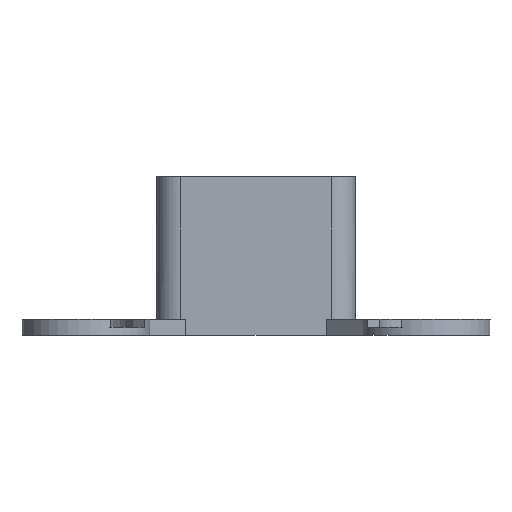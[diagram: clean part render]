
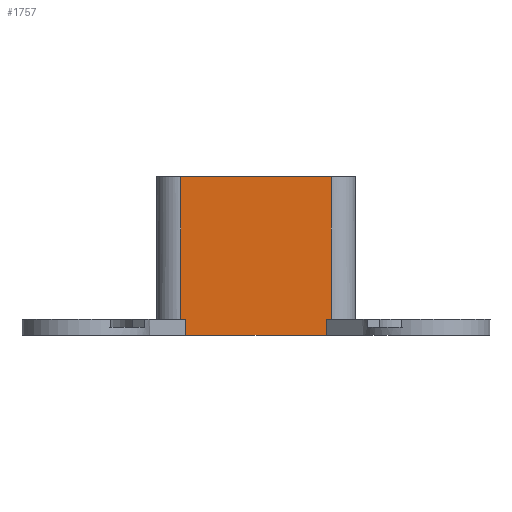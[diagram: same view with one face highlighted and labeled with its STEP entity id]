
A CAD part, left-side view. The second image highlights one B-rep face of the part: STEP entity #1757.
In plain terms, the highlighted planar face has unit normal (-1, 0, 0).
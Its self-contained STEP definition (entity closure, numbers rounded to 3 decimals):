
#72 = CYLINDRICAL_SURFACE('',#73,3.);
#73 = AXIS2_PLACEMENT_3D('',#74,#75,#76);
#74 = CARTESIAN_POINT('',(-3.884,-9.4,0.));
#75 = DIRECTION('',(0.,0.,1.));
#76 = DIRECTION('',(-1.,0.,0.));
#100 = PLANE('',#101);
#101 = AXIS2_PLACEMENT_3D('',#102,#103,#104);
#102 = CARTESIAN_POINT('',(15.997,0.,0.));
#103 = DIRECTION('',(0.,0.,1.));
#104 = DIRECTION('',(1.,0.,0.));
#480 = VERTEX_POINT('',#481);
#481 = CARTESIAN_POINT('',(-6.884,-9.4,17.821));
#498 = PLANE('',#499);
#499 = AXIS2_PLACEMENT_3D('',#500,#501,#502);
#500 = CARTESIAN_POINT('',(-6.884,11.5,
    17.821));
#501 = DIRECTION('',(0.,0.,1.));
#502 = DIRECTION('',(1.,0.,0.));
#510 = EDGE_CURVE('',#511,#480,#513,.T.);
#511 = VERTEX_POINT('',#512);
#512 = CARTESIAN_POINT('',(-6.884,-9.4,0.));
#513 = SURFACE_CURVE('',#514,(#518,#525),.PCURVE_S1.);
#514 = LINE('',#515,#516);
#515 = CARTESIAN_POINT('',(-6.884,-9.4,0.));
#516 = VECTOR('',#517,1.);
#517 = DIRECTION('',(0.,0.,1.));
#518 = PCURVE('',#72,#519);
#519 = DEFINITIONAL_REPRESENTATION('',(#520),#524);
#520 = LINE('',#521,#522);
#521 = CARTESIAN_POINT('',(0.,0.));
#522 = VECTOR('',#523,1.);
#523 = DIRECTION('',(0.,1.));
#524 = ( GEOMETRIC_REPRESENTATION_CONTEXT(2) 
PARAMETRIC_REPRESENTATION_CONTEXT() REPRESENTATION_CONTEXT('2D SPACE',''
  ) );
#525 = PCURVE('',#526,#531);
#526 = PLANE('',#527);
#527 = AXIS2_PLACEMENT_3D('',#528,#529,#530);
#528 = CARTESIAN_POINT('',(-6.884,0.,8.08));
#529 = DIRECTION('',(-1.,0.,0.));
#530 = DIRECTION('',(0.,0.,-1.));
#531 = DEFINITIONAL_REPRESENTATION('',(#532),#536);
#532 = LINE('',#533,#534);
#533 = CARTESIAN_POINT('',(8.08,9.4));
#534 = VECTOR('',#535,1.);
#535 = DIRECTION('',(-1.,0.));
#536 = ( GEOMETRIC_REPRESENTATION_CONTEXT(2) 
PARAMETRIC_REPRESENTATION_CONTEXT() REPRESENTATION_CONTEXT('2D SPACE',''
  ) );
#635 = EDGE_CURVE('',#511,#636,#638,.T.);
#636 = VERTEX_POINT('',#637);
#637 = CARTESIAN_POINT('',(-6.884,-8.773,0.));
#638 = SURFACE_CURVE('',#639,(#643,#650),.PCURVE_S1.);
#639 = LINE('',#640,#641);
#640 = CARTESIAN_POINT('',(-6.884,0.,0.));
#641 = VECTOR('',#642,1.);
#642 = DIRECTION('',(0.,1.,0.));
#643 = PCURVE('',#100,#644);
#644 = DEFINITIONAL_REPRESENTATION('',(#645),#649);
#645 = LINE('',#646,#647);
#646 = CARTESIAN_POINT('',(-22.881,0.));
#647 = VECTOR('',#648,1.);
#648 = DIRECTION('',(0.,1.));
#649 = ( GEOMETRIC_REPRESENTATION_CONTEXT(2) 
PARAMETRIC_REPRESENTATION_CONTEXT() REPRESENTATION_CONTEXT('2D SPACE',''
  ) );
#650 = PCURVE('',#526,#651);
#651 = DEFINITIONAL_REPRESENTATION('',(#652),#656);
#652 = LINE('',#653,#654);
#653 = CARTESIAN_POINT('',(8.08,0.));
#654 = VECTOR('',#655,1.);
#655 = DIRECTION('',(0.,-1.));
#656 = ( GEOMETRIC_REPRESENTATION_CONTEXT(2) 
PARAMETRIC_REPRESENTATION_CONTEXT() REPRESENTATION_CONTEXT('2D SPACE',''
  ) );
#674 = PLANE('',#675);
#675 = AXIS2_PLACEMENT_3D('',#676,#677,#678);
#676 = CARTESIAN_POINT('',(-11.884,-13.773,0.));
#677 = DIRECTION('',(0.707,-0.707,0.));
#678 = DIRECTION('',(0.707,0.707,0.));
#1682 = VERTEX_POINT('',#1683);
#1683 = CARTESIAN_POINT('',(-6.884,9.4,17.821));
#1702 = CYLINDRICAL_SURFACE('',#1703,3.);
#1703 = AXIS2_PLACEMENT_3D('',#1704,#1705,#1706);
#1704 = CARTESIAN_POINT('',(-3.884,9.4,17.828));
#1705 = DIRECTION('',(0.,0.,-1.));
#1706 = DIRECTION('',(-1.,-0.,-0.));
#1714 = EDGE_CURVE('',#1682,#480,#1715,.T.);
#1715 = SURFACE_CURVE('',#1716,(#1720,#1727),.PCURVE_S1.);
#1716 = LINE('',#1717,#1718);
#1717 = CARTESIAN_POINT('',(-6.884,11.5,
    17.821));
#1718 = VECTOR('',#1719,1.);
#1719 = DIRECTION('',(0.,-1.,0.));
#1720 = PCURVE('',#498,#1721);
#1721 = DEFINITIONAL_REPRESENTATION('',(#1722),#1726);
#1722 = LINE('',#1723,#1724);
#1723 = CARTESIAN_POINT('',(0.,0.));
#1724 = VECTOR('',#1725,1.);
#1725 = DIRECTION('',(0.,-1.));
#1726 = ( GEOMETRIC_REPRESENTATION_CONTEXT(2) 
PARAMETRIC_REPRESENTATION_CONTEXT() REPRESENTATION_CONTEXT('2D SPACE',''
  ) );
#1727 = PCURVE('',#526,#1728);
#1728 = DEFINITIONAL_REPRESENTATION('',(#1729),#1733);
#1729 = LINE('',#1730,#1731);
#1730 = CARTESIAN_POINT('',(-9.74,-11.5));
#1731 = VECTOR('',#1732,1.);
#1732 = DIRECTION('',(0.,1.));
#1733 = ( GEOMETRIC_REPRESENTATION_CONTEXT(2) 
PARAMETRIC_REPRESENTATION_CONTEXT() REPRESENTATION_CONTEXT('2D SPACE',''
  ) );
#1757 = ADVANCED_FACE('',(#1758),#526,.T.);
#1758 = FACE_BOUND('',#1759,.T.);
#1759 = EDGE_LOOP('',(#1760,#1761,#1762,#1763,#1786,#1814,#1842,#1870));
#1760 = ORIENTED_EDGE('',*,*,#635,.F.);
#1761 = ORIENTED_EDGE('',*,*,#510,.T.);
#1762 = ORIENTED_EDGE('',*,*,#1714,.F.);
#1763 = ORIENTED_EDGE('',*,*,#1764,.T.);
#1764 = EDGE_CURVE('',#1682,#1765,#1767,.T.);
#1765 = VERTEX_POINT('',#1766);
#1766 = CARTESIAN_POINT('',(-6.884,9.4,0.));
#1767 = SURFACE_CURVE('',#1768,(#1772,#1779),.PCURVE_S1.);
#1768 = LINE('',#1769,#1770);
#1769 = CARTESIAN_POINT('',(-6.884,9.4,17.828));
#1770 = VECTOR('',#1771,1.);
#1771 = DIRECTION('',(0.,0.,-1.));
#1772 = PCURVE('',#526,#1773);
#1773 = DEFINITIONAL_REPRESENTATION('',(#1774),#1778);
#1774 = LINE('',#1775,#1776);
#1775 = CARTESIAN_POINT('',(-9.748,-9.4));
#1776 = VECTOR('',#1777,1.);
#1777 = DIRECTION('',(1.,0.));
#1778 = ( GEOMETRIC_REPRESENTATION_CONTEXT(2) 
PARAMETRIC_REPRESENTATION_CONTEXT() REPRESENTATION_CONTEXT('2D SPACE',''
  ) );
#1779 = PCURVE('',#1702,#1780);
#1780 = DEFINITIONAL_REPRESENTATION('',(#1781),#1785);
#1781 = LINE('',#1782,#1783);
#1782 = CARTESIAN_POINT('',(0.,0.));
#1783 = VECTOR('',#1784,1.);
#1784 = DIRECTION('',(0.,1.));
#1785 = ( GEOMETRIC_REPRESENTATION_CONTEXT(2) 
PARAMETRIC_REPRESENTATION_CONTEXT() REPRESENTATION_CONTEXT('2D SPACE',''
  ) );
#1786 = ORIENTED_EDGE('',*,*,#1787,.F.);
#1787 = EDGE_CURVE('',#1788,#1765,#1790,.T.);
#1788 = VERTEX_POINT('',#1789);
#1789 = CARTESIAN_POINT('',(-6.884,8.773,0.));
#1790 = SURFACE_CURVE('',#1791,(#1795,#1802),.PCURVE_S1.);
#1791 = LINE('',#1792,#1793);
#1792 = CARTESIAN_POINT('',(-6.884,5.75,0.));
#1793 = VECTOR('',#1794,1.);
#1794 = DIRECTION('',(0.,1.,0.));
#1795 = PCURVE('',#526,#1796);
#1796 = DEFINITIONAL_REPRESENTATION('',(#1797),#1801);
#1797 = LINE('',#1798,#1799);
#1798 = CARTESIAN_POINT('',(8.08,-5.75));
#1799 = VECTOR('',#1800,1.);
#1800 = DIRECTION('',(0.,-1.));
#1801 = ( GEOMETRIC_REPRESENTATION_CONTEXT(2) 
PARAMETRIC_REPRESENTATION_CONTEXT() REPRESENTATION_CONTEXT('2D SPACE',''
  ) );
#1802 = PCURVE('',#1803,#1808);
#1803 = PLANE('',#1804);
#1804 = AXIS2_PLACEMENT_3D('',#1805,#1806,#1807);
#1805 = CARTESIAN_POINT('',(15.997,0.,0.));
#1806 = DIRECTION('',(0.,0.,1.));
#1807 = DIRECTION('',(1.,0.,0.));
#1808 = DEFINITIONAL_REPRESENTATION('',(#1809),#1813);
#1809 = LINE('',#1810,#1811);
#1810 = CARTESIAN_POINT('',(-22.881,5.75));
#1811 = VECTOR('',#1812,1.);
#1812 = DIRECTION('',(0.,1.));
#1813 = ( GEOMETRIC_REPRESENTATION_CONTEXT(2) 
PARAMETRIC_REPRESENTATION_CONTEXT() REPRESENTATION_CONTEXT('2D SPACE',''
  ) );
#1814 = ORIENTED_EDGE('',*,*,#1815,.T.);
#1815 = EDGE_CURVE('',#1788,#1816,#1818,.T.);
#1816 = VERTEX_POINT('',#1817);
#1817 = CARTESIAN_POINT('',(-6.884,8.773,-2.));
#1818 = SURFACE_CURVE('',#1819,(#1823,#1830),.PCURVE_S1.);
#1819 = LINE('',#1820,#1821);
#1820 = CARTESIAN_POINT('',(-6.884,8.773,0.));
#1821 = VECTOR('',#1822,1.);
#1822 = DIRECTION('',(-0.,-0.,-1.));
#1823 = PCURVE('',#526,#1824);
#1824 = DEFINITIONAL_REPRESENTATION('',(#1825),#1829);
#1825 = LINE('',#1826,#1827);
#1826 = CARTESIAN_POINT('',(8.08,-8.773));
#1827 = VECTOR('',#1828,1.);
#1828 = DIRECTION('',(1.,0.));
#1829 = ( GEOMETRIC_REPRESENTATION_CONTEXT(2) 
PARAMETRIC_REPRESENTATION_CONTEXT() REPRESENTATION_CONTEXT('2D SPACE',''
  ) );
#1830 = PCURVE('',#1831,#1836);
#1831 = PLANE('',#1832);
#1832 = AXIS2_PLACEMENT_3D('',#1833,#1834,#1835);
#1833 = CARTESIAN_POINT('',(-11.884,13.773,0.));
#1834 = DIRECTION('',(-0.707,-0.707,0.));
#1835 = DIRECTION('',(0.707,-0.707,0.));
#1836 = DEFINITIONAL_REPRESENTATION('',(#1837),#1841);
#1837 = LINE('',#1838,#1839);
#1838 = CARTESIAN_POINT('',(7.071,0.));
#1839 = VECTOR('',#1840,1.);
#1840 = DIRECTION('',(0.,-1.));
#1841 = ( GEOMETRIC_REPRESENTATION_CONTEXT(2) 
PARAMETRIC_REPRESENTATION_CONTEXT() REPRESENTATION_CONTEXT('2D SPACE',''
  ) );
#1842 = ORIENTED_EDGE('',*,*,#1843,.T.);
#1843 = EDGE_CURVE('',#1816,#1844,#1846,.T.);
#1844 = VERTEX_POINT('',#1845);
#1845 = CARTESIAN_POINT('',(-6.884,-8.773,-2.));
#1846 = SURFACE_CURVE('',#1847,(#1851,#1858),.PCURVE_S1.);
#1847 = LINE('',#1848,#1849);
#1848 = CARTESIAN_POINT('',(-6.884,12.4,-2.));
#1849 = VECTOR('',#1850,1.);
#1850 = DIRECTION('',(0.,-1.,0.));
#1851 = PCURVE('',#526,#1852);
#1852 = DEFINITIONAL_REPRESENTATION('',(#1853),#1857);
#1853 = LINE('',#1854,#1855);
#1854 = CARTESIAN_POINT('',(10.08,-12.4));
#1855 = VECTOR('',#1856,1.);
#1856 = DIRECTION('',(0.,1.));
#1857 = ( GEOMETRIC_REPRESENTATION_CONTEXT(2) 
PARAMETRIC_REPRESENTATION_CONTEXT() REPRESENTATION_CONTEXT('2D SPACE',''
  ) );
#1858 = PCURVE('',#1859,#1864);
#1859 = PLANE('',#1860);
#1860 = AXIS2_PLACEMENT_3D('',#1861,#1862,#1863);
#1861 = CARTESIAN_POINT('',(15.997,0.,-2.));
#1862 = DIRECTION('',(0.,0.,1.));
#1863 = DIRECTION('',(1.,0.,0.));
#1864 = DEFINITIONAL_REPRESENTATION('',(#1865),#1869);
#1865 = LINE('',#1866,#1867);
#1866 = CARTESIAN_POINT('',(-22.881,12.4));
#1867 = VECTOR('',#1868,1.);
#1868 = DIRECTION('',(0.,-1.));
#1869 = ( GEOMETRIC_REPRESENTATION_CONTEXT(2) 
PARAMETRIC_REPRESENTATION_CONTEXT() REPRESENTATION_CONTEXT('2D SPACE',''
  ) );
#1870 = ORIENTED_EDGE('',*,*,#1871,.F.);
#1871 = EDGE_CURVE('',#636,#1844,#1872,.T.);
#1872 = SURFACE_CURVE('',#1873,(#1877,#1884),.PCURVE_S1.);
#1873 = LINE('',#1874,#1875);
#1874 = CARTESIAN_POINT('',(-6.884,-8.773,0.));
#1875 = VECTOR('',#1876,1.);
#1876 = DIRECTION('',(-0.,-0.,-1.));
#1877 = PCURVE('',#526,#1878);
#1878 = DEFINITIONAL_REPRESENTATION('',(#1879),#1883);
#1879 = LINE('',#1880,#1881);
#1880 = CARTESIAN_POINT('',(8.08,8.773));
#1881 = VECTOR('',#1882,1.);
#1882 = DIRECTION('',(1.,0.));
#1883 = ( GEOMETRIC_REPRESENTATION_CONTEXT(2) 
PARAMETRIC_REPRESENTATION_CONTEXT() REPRESENTATION_CONTEXT('2D SPACE',''
  ) );
#1884 = PCURVE('',#674,#1885);
#1885 = DEFINITIONAL_REPRESENTATION('',(#1886),#1890);
#1886 = LINE('',#1887,#1888);
#1887 = CARTESIAN_POINT('',(7.071,0.));
#1888 = VECTOR('',#1889,1.);
#1889 = DIRECTION('',(0.,-1.));
#1890 = ( GEOMETRIC_REPRESENTATION_CONTEXT(2) 
PARAMETRIC_REPRESENTATION_CONTEXT() REPRESENTATION_CONTEXT('2D SPACE',''
  ) );
